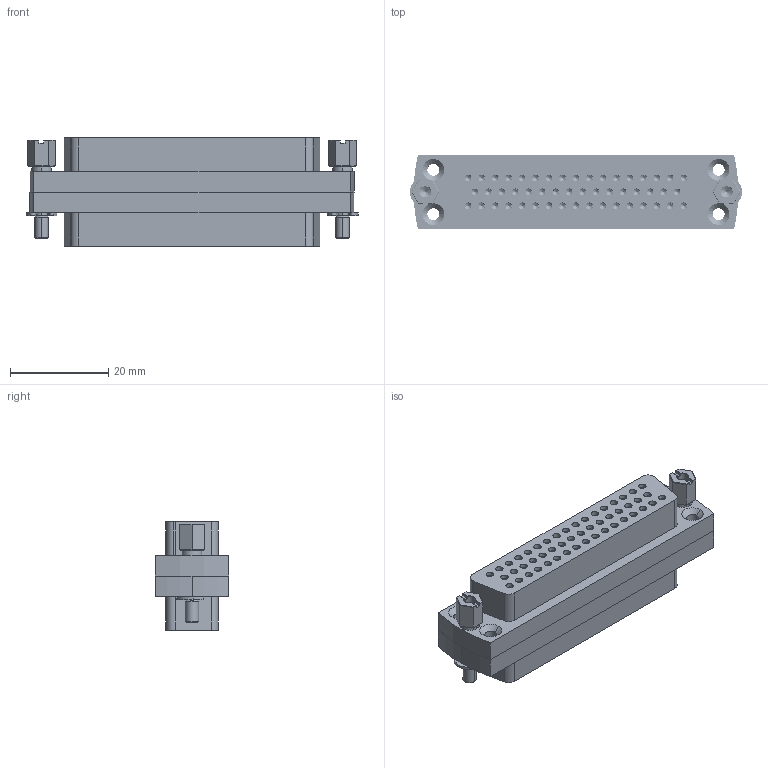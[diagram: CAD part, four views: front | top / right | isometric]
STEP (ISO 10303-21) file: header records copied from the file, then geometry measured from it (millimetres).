
FILE_DESCRIPTION (( 'STEP AP214' ), '1' );
FILE_NAME ('211-D50-GA-PK.STEP', '2014-06-10T08:25:10', ( 'allectra' ), ( 'Microsoft' ), 'SwSTEP 2.0', 'SolidWorks 2014', '' );
FILE_SCHEMA (( 'AUTOMOTIVE_DESIGN' ));
Length unit declared in the file: millimetre
Products named in the file (5): Lock washer DIN 6799 - 2.3_Lock washer DIN 6799 - 2.3; 9212-PINF-GA; 9211-GA-SCR_without back plate; 9211-FSX-PK-FP_9211-FS50-PK-FP; 211-D50-GA-PK
Assembly tree (56 placements, depth 2):
  211-D50-GA-PK
    9211-FSX-PK-FP_9211-FS50-PK-FP  x2
    9211-GA-SCR_without back plate  x2
    9212-PINF-GA  x50
    Lock washer DIN 6799 - 2.3_Lock washer DIN 6799 - 2.3  x2
Bounding box: 67.48 x 15 x 22 mm (x, y, z)
Volume: 13833.5 mm3; surface area: 22414.1 mm2
Topology: 56 solids, 56 shells, 3550 faces, 8926 edges, 5484 vertices
Faces by surface type: cone 1240, cylinder 1204, plane 1106
Entity records: 20942 total; most frequent: DIRECTION 4016, CARTESIAN_POINT 3465, ORIENTED_EDGE 3246, AXIS2_PLACEMENT_3D 1643, EDGE_CURVE 1623, VERTEX_POINT 966, EDGE_LOOP 887, CIRCLE 865
